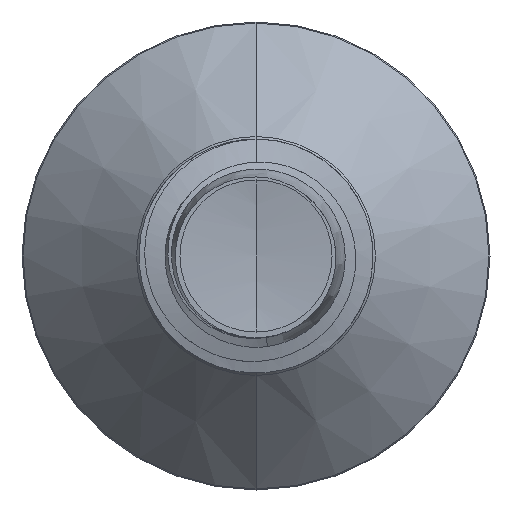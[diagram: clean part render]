
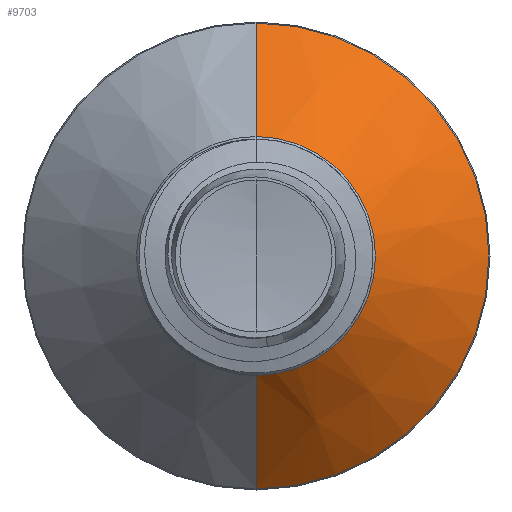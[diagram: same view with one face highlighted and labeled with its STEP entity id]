
A CAD part, front view. The second image highlights one B-rep face of the part: STEP entity #9703.
In plain terms, the highlighted conical face has half-angle 45 degrees and reference radius 2.042 mm.
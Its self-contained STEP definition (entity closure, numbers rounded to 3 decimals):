
#267 = ORIENTED_EDGE ( 'NONE', *, *, #4227, .T. ) ;
#938 = AXIS2_PLACEMENT_3D ( 'NONE', #5235, #5216, #5212 ) ;
#2445 = LINE ( 'NONE', #5014, #6145 ) ;
#2717 = CARTESIAN_POINT ( 'NONE',  ( 0., 6.282, 3.982 ) ) ;
#2811 = VERTEX_POINT ( 'NONE', #7786 ) ;
#2956 = CARTESIAN_POINT ( 'NONE',  ( 0., 4.342, -2.042 ) ) ;
#3532 = FACE_OUTER_BOUND ( 'NONE', #6080, .T. ) ;
#3691 = AXIS2_PLACEMENT_3D ( 'NONE', #15329, #15376, #15399 ) ;
#4088 = EDGE_CURVE ( 'NONE', #2811, #10235, #11675, .T. ) ;
#4227 = EDGE_CURVE ( 'NONE', #10235, #12861, #2445, .T. ) ;
#4232 = AXIS2_PLACEMENT_3D ( 'NONE', #5246, #5229, #5211 ) ;
#4560 = ORIENTED_EDGE ( 'NONE', *, *, #4088, .T. ) ;
#5014 = CARTESIAN_POINT ( 'NONE',  ( 0., 4.342, -2.042 ) ) ;
#5050 = DIRECTION ( 'NONE',  ( 0., 0.707, -0.707 ) ) ;
#5211 = DIRECTION ( 'NONE',  ( 0., 0., 1. ) ) ;
#5212 = DIRECTION ( 'NONE',  ( 0., 0., 1. ) ) ;
#5216 = DIRECTION ( 'NONE',  ( 0., 1., 0. ) ) ;
#5229 = DIRECTION ( 'NONE',  ( 0., 1., 0. ) ) ;
#5235 = CARTESIAN_POINT ( 'NONE',  ( 0., 6.282, 0. ) ) ;
#5246 = CARTESIAN_POINT ( 'NONE',  ( 0., 4.342, 0. ) ) ;
#5622 = DIRECTION ( 'NONE',  ( 0., 0.707, 0.707 ) ) ;
#5676 = CARTESIAN_POINT ( 'NONE',  ( 0., 4.342, 2.042 ) ) ;
#6080 = EDGE_LOOP ( 'NONE', ( #4560, #267, #9268, #6689 ) ) ;
#6145 = VECTOR ( 'NONE', #5050, 1000. ) ;
#6442 = CONICAL_SURFACE ( 'NONE', #3691, 2.042, 0.785 ) ;
#6457 = CIRCLE ( 'NONE', #938, 3.982 ) ;
#6689 = ORIENTED_EDGE ( 'NONE', *, *, #7272, .F. ) ;
#6789 = VECTOR ( 'NONE', #5622, 1000. ) ;
#7272 = EDGE_CURVE ( 'NONE', #2811, #8360, #9351, .T. ) ;
#7544 = EDGE_CURVE ( 'NONE', #8360, #12861, #6457, .T. ) ;
#7786 = CARTESIAN_POINT ( 'NONE',  ( 0., 4.342, 2.042 ) ) ;
#8360 = VERTEX_POINT ( 'NONE', #2717 ) ;
#9268 = ORIENTED_EDGE ( 'NONE', *, *, #7544, .F. ) ;
#9351 = LINE ( 'NONE', #5676, #6789 ) ;
#9703 = ADVANCED_FACE ( 'NONE', ( #3532 ), #6442, .T. ) ;
#10235 = VERTEX_POINT ( 'NONE', #2956 ) ;
#11675 = CIRCLE ( 'NONE', #4232, 2.042 ) ;
#12861 = VERTEX_POINT ( 'NONE', #14497 ) ;
#14497 = CARTESIAN_POINT ( 'NONE',  ( 0., 6.282, -3.982 ) ) ;
#15329 = CARTESIAN_POINT ( 'NONE',  ( 0., 4.342, 0. ) ) ;
#15376 = DIRECTION ( 'NONE',  ( 0., 1., 0. ) ) ;
#15399 = DIRECTION ( 'NONE',  ( 0., 0., 1. ) ) ;
